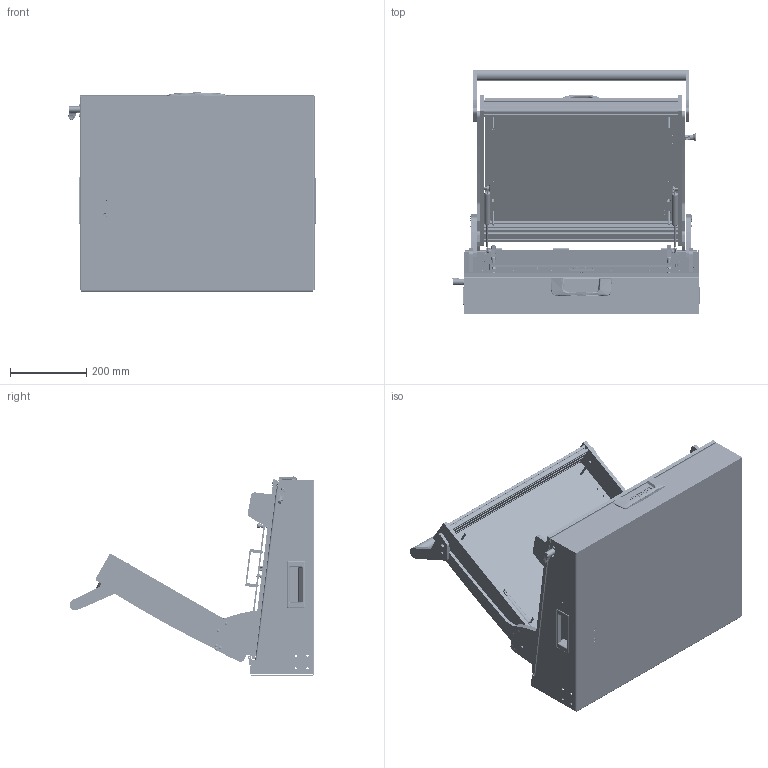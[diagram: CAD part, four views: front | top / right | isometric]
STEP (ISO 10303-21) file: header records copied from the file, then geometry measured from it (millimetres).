
FILE_DESCRIPTION (( 'STEP AP214' ), '1' );
FILE_NAME ('INGUN_48620_open.STEP', '2023-01-10T13:04:17', ( '' ), ( '' ), 'SwSTEP 2.0', 'SolidWorks 2021', '' );
FILE_SCHEMA (( 'AUTOMOTIVE_DESIGN' ));
Length unit declared in the file: millimetre
Products named in the file (116): 46869~0_S; DIN934~n_M05,0; 37972~6_S; 48374~6_S; DIN985-A2~n_M05,0; 30984~0_S; 47523~0_S; 30758~0_S; 2196~6; 1607~1; 3381~0; 2393~0_S; 31442~5_mit Zentrierstifen <S>; 45876~3; K_02037~0; 48371~7_KUNDE<S>; 45716~1_flexibel <S>; 45875~3_S; DIN7991~n_M05,0x012; 21332_01~0; 48390~1_KUNDE offen<S>; 37792~1_S; 21332_02~0; 53031~0_S; 43627~0_Hub 16mm<Standard>; SKB-II~skii_M4,0x73 St; 8804~0; DIN7979~n_04,0m6x020M3; K_02037~0_Standard ohne Dyn Punkt<Standard>; 32339~4_S; 32462~0_S; 39894~2_KUNDE<S>; 53032~0_S; 111995~1_S; DIN914~n_M04,0x05; DIN7991~n_M03,0x006; 48376~0_S; 32171~0_S; Gewindebuchse~n_M04-09,5 offen; 31788~1_flexibel<Standard> ...
Assembly tree (259 placements, depth 7):
  INGUN_48620_open
    45980-KIT~2_zweiteilig<S>
      45909~3_S
        46010~4_S
          46010~4
          Gewindebuchse~n_M04-09,5 offen  x4
        45875~3_S
          45875~3_S
          Gewindebuchse~n_M05-03,9 offen  x3
        45876~3
        43627~0_Hub 16mm<Standard>  x6
        2196~6  x2
        2229~6  x2
        46869~0_S  x4
        1607~1  x2
        113166~0_S
          3699~0
        SKB-II~skii_M4,0x73 St  x6
        41367~6_S  x3
        ISO7380~n_M04,0x012  x16
        DIN6325~n_03,0m6x016
        DIN6325~n_03,0m6x024
        DIN7991~n_M03,0x006  x3
      45879~2_S
        45716~1_flexibel <S>
          32457~0_S
          DIN7979~n_04,0m6x020M3  x2
          ISO7380~n_M03,0x006  x2
          41369~1_S  x4
          ISO7380~n_M04,0x020  x4
          DIN912~n_M03,0x012  x2
          2393~0_S  x2
          DIN125~n_03,2 M03,0  x2
        112908~1_S
    48390~1_KUNDE offen<S>
      32504~6_ohne RW und KF <S>
        32333~12
        21332~0_MA 2112<Standard>
          21332_02~0
          21332_01~0
        20902~0
        30758~0_S  x2
          30758_01~0_S
          30758_02~0_S
          38564~0
        53032~0_S
        32171~0_S
        32462~0_S
        29805~4_geschlossen<S>
          110322~4_S
          110705~2_S
          30984~0_S
          110231~1_S
          110443~0_S
          30112~0
          ISO7380~n_M05,0x030
          ISO7380~n_M04,0x008  x2
          DIN914~n_M04,0x05
        35334~0_S
        DIN7991~n_M05,0x012  x2
Bounding box: 647.5 x 641.31 x 521.82 mm (x, y, z)
Volume: 11199360.2 mm3; surface area: 4554167.4 mm2
Topology: 253 solids, 253 shells, 7666 faces, 18965 edges, 12134 vertices
Faces by surface type: plane 3154, cylinder 2998, cone 953, bspline 293, torus 162, sphere 106
Entity records: 144744 total; most frequent: CARTESIAN_POINT 40513, DIRECTION 20984, ORIENTED_EDGE 19606, EDGE_CURVE 9803, AXIS2_PLACEMENT_3D 7906, VERTEX_POINT 6332, VECTOR 5172, LINE 5172
